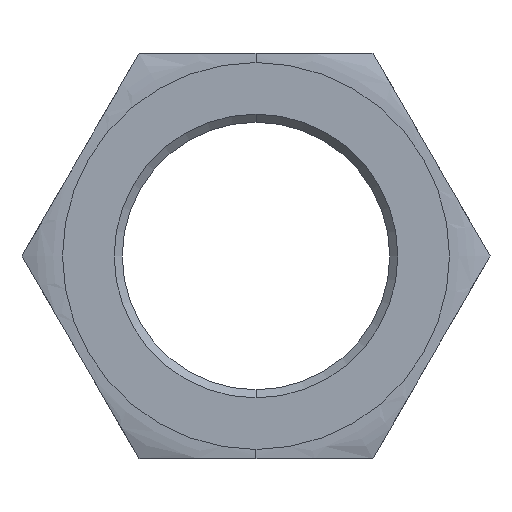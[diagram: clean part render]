
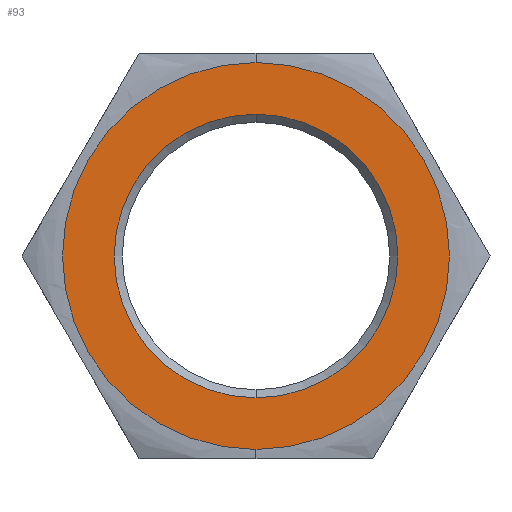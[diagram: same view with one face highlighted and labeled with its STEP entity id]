
A CAD part, front view. The second image highlights one B-rep face of the part: STEP entity #93.
In plain terms, the highlighted planar face has unit normal (0, -1, 0).
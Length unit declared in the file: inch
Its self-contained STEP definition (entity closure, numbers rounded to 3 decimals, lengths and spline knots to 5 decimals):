
#93 = ADVANCED_FACE ( 'NONE', ( #388, #353 ), #352, .T. ) ;
#97 = EDGE_CURVE ( 'NONE', #143, #146, #547, .T. ) ;
#108 = ORIENTED_EDGE ( 'NONE', *, *, #145, .T. ) ;
#109 = ORIENTED_EDGE ( 'NONE', *, *, #97, .T. ) ;
#112 = EDGE_LOOP ( 'NONE', ( #108, #109 ) ) ;
#117 = EDGE_CURVE ( 'NONE', #161, #171, #563, .T. ) ;
#143 = VERTEX_POINT ( 'NONE', #495 ) ;
#145 = EDGE_CURVE ( 'NONE', #146, #143, #601, .T. ) ;
#146 = VERTEX_POINT ( 'NONE', #602 ) ;
#161 = VERTEX_POINT ( 'NONE', #570 ) ;
#171 = VERTEX_POINT ( 'NONE', #509 ) ;
#173 = EDGE_CURVE ( 'NONE', #171, #161, #537, .T. ) ;
#197 = DIRECTION ( 'NONE',  ( 0., 0., -1. ) ) ;
#267 = EDGE_LOOP ( 'NONE', ( #327, #303 ) ) ;
#303 = ORIENTED_EDGE ( 'NONE', *, *, #173, .F. ) ;
#327 = ORIENTED_EDGE ( 'NONE', *, *, #117, .F. ) ;
#348 = DIRECTION ( 'NONE',  ( 0., -1., 0. ) ) ;
#349 = CARTESIAN_POINT ( 'NONE',  ( -0.07217, -0.375, -0.125 ) ) ;
#350 = AXIS2_PLACEMENT_3D ( 'NONE', #349, #348, #197 ) ;
#352 = PLANE ( 'NONE',  #350 ) ;
#353 = FACE_OUTER_BOUND ( 'NONE', #267, .T. ) ;
#388 = FACE_BOUND ( 'NONE', #112, .T. ) ;
#495 = CARTESIAN_POINT ( 'NONE',  ( 0., -0.375, 0.0875 ) ) ;
#509 = CARTESIAN_POINT ( 'NONE',  ( 0., -0.375, -0.11934 ) ) ;
#534 = DIRECTION ( 'NONE',  ( 0., 0., 1. ) ) ;
#535 = DIRECTION ( 'NONE',  ( 0., 1., 0. ) ) ;
#536 = AXIS2_PLACEMENT_3D ( 'NONE', #616, #535, #534 ) ;
#537 = CIRCLE ( 'NONE', #536, 0.11934 ) ;
#542 = CARTESIAN_POINT ( 'NONE',  ( 0., -0.375, 0. ) ) ;
#543 = AXIS2_PLACEMENT_3D ( 'NONE', #542, #553, #552 ) ;
#547 = CIRCLE ( 'NONE', #622, 0.0875 ) ;
#552 = DIRECTION ( 'NONE',  ( 0., 0., 1. ) ) ;
#553 = DIRECTION ( 'NONE',  ( 0., 1., 0. ) ) ;
#563 = CIRCLE ( 'NONE', #543, 0.11934 ) ;
#570 = CARTESIAN_POINT ( 'NONE',  ( 0., -0.375, 0.11934 ) ) ;
#575 = CARTESIAN_POINT ( 'NONE',  ( 0., -0.375, 0. ) ) ;
#597 = DIRECTION ( 'NONE',  ( 0., 0., -1. ) ) ;
#598 = DIRECTION ( 'NONE',  ( 0., 1., 0. ) ) ;
#599 = CARTESIAN_POINT ( 'NONE',  ( 0., -0.375, 0. ) ) ;
#600 = AXIS2_PLACEMENT_3D ( 'NONE', #599, #598, #597 ) ;
#601 = CIRCLE ( 'NONE', #600, 0.0875 ) ;
#602 = CARTESIAN_POINT ( 'NONE',  ( 0., -0.375, -0.0875 ) ) ;
#610 = DIRECTION ( 'NONE',  ( 0., 1., 0. ) ) ;
#616 = CARTESIAN_POINT ( 'NONE',  ( 0., -0.375, 0. ) ) ;
#622 = AXIS2_PLACEMENT_3D ( 'NONE', #575, #610, #630 ) ;
#630 = DIRECTION ( 'NONE',  ( 0., 0., -1. ) ) ;
